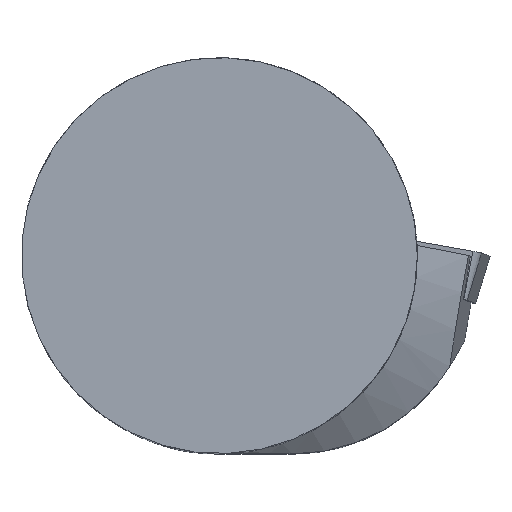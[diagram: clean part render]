
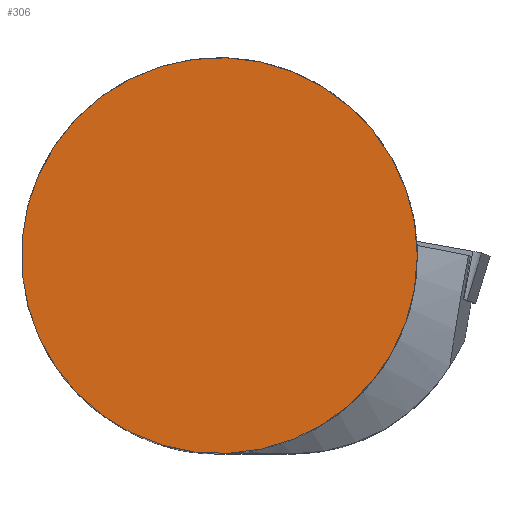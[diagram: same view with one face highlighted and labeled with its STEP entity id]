
A CAD part, top view. The second image highlights one B-rep face of the part: STEP entity #306.
In plain terms, the highlighted planar face has unit normal (0, 0, 1).
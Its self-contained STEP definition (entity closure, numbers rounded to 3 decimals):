
#306=ADVANCED_FACE('',(#375),#340,.T.);
#340=PLANE('',#1033);
#375=FACE_OUTER_BOUND('',#414,.T.);
#414=EDGE_LOOP('',(#590));
#590=ORIENTED_EDGE('',*,*,#798,.T.);
#714=VERTEX_POINT('',#1541);
#798=EDGE_CURVE('',#714,#714,#875,.T.);
#875=CIRCLE('',#993,16.);
#993=AXIS2_PLACEMENT_3D('',#1540,#1140,#1141);
#1033=AXIS2_PLACEMENT_3D('',#1630,#1230,#1231);
#1140=DIRECTION('',(0.,0.,1.));
#1141=DIRECTION('',(1.,0.,0.));
#1230=DIRECTION('',(0.,0.,1.));
#1231=DIRECTION('',(1.,0.,0.));
#1540=CARTESIAN_POINT('',(0.,0.,0.));
#1541=CARTESIAN_POINT('',(16.,0.,0.));
#1630=CARTESIAN_POINT('',(0.,0.,0.));
